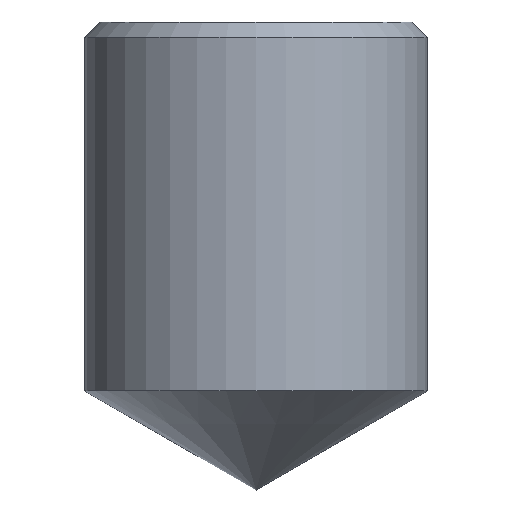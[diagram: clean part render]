
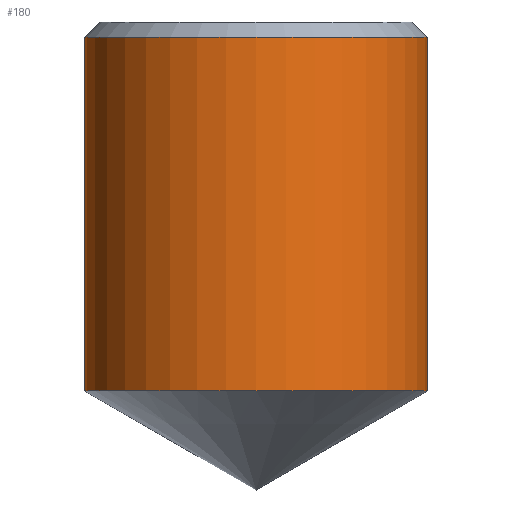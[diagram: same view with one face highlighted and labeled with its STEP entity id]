
A CAD part, front view. The second image highlights one B-rep face of the part: STEP entity #180.
In plain terms, the highlighted cylindrical face has radius 8.725 mm (diameter 17.45 mm), a full revolution.
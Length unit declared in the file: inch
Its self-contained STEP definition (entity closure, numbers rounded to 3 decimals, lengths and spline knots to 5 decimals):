
#15=CYLINDRICAL_SURFACE('',#197,0.3435);
#50=FACE_BOUND('',#76,.T.);
#54=CIRCLE('',#196,0.3435);
#55=CIRCLE('',#198,0.3435);
#61=FACE_OUTER_BOUND('',#75,.T.);
#75=EDGE_LOOP('',(#149));
#76=EDGE_LOOP('',(#150));
#102=VERTEX_POINT('',#296);
#103=VERTEX_POINT('',#299);
#121=EDGE_CURVE('',#102,#102,#54,.T.);
#122=EDGE_CURVE('',#103,#103,#55,.T.);
#149=ORIENTED_EDGE('',*,*,#122,.T.);
#150=ORIENTED_EDGE('',*,*,#121,.F.);
#180=ADVANCED_FACE('',(#61,#50),#15,.T.);
#196=AXIS2_PLACEMENT_3D('',#297,#228,#229);
#197=AXIS2_PLACEMENT_3D('',#298,#230,#231);
#198=AXIS2_PLACEMENT_3D('',#300,#232,#233);
#228=DIRECTION('center_axis',(0.,0.,1.));
#229=DIRECTION('ref_axis',(-1.,0.,0.));
#230=DIRECTION('center_axis',(0.,0.,-1.));
#231=DIRECTION('ref_axis',(-1.,0.,0.));
#232=DIRECTION('center_axis',(0.,0.,1.));
#233=DIRECTION('ref_axis',(-1.,0.,0.));
#296=CARTESIAN_POINT('',(0.3435,0.,-0.031));
#297=CARTESIAN_POINT('Origin',(0.,0.,-0.031));
#298=CARTESIAN_POINT('Origin',(0.,0.,0.));
#299=CARTESIAN_POINT('',(0.3435,0.,-0.73868));
#300=CARTESIAN_POINT('Origin',(0.,0.,-0.73868));
